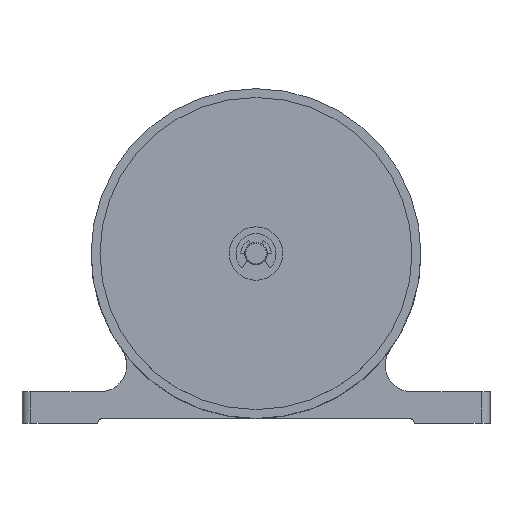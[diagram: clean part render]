
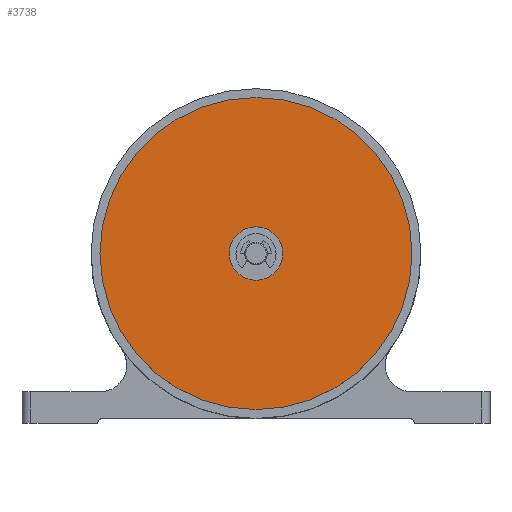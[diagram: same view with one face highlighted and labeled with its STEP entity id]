
A CAD part, top view. The second image highlights one B-rep face of the part: STEP entity #3738.
In plain terms, the highlighted planar face has unit normal (0, 0, 1).
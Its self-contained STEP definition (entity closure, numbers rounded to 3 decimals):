
#623 = DIRECTION ( 'NONE',  ( 0., 1., 0. ) ) ;
#643 = AXIS2_PLACEMENT_3D ( 'NONE', #6887, #13609, #9312 ) ;
#791 = ORIENTED_EDGE ( 'NONE', *, *, #11181, .T. ) ;
#1174 = AXIS2_PLACEMENT_3D ( 'NONE', #6291, #14093, #14029 ) ;
#1188 = CARTESIAN_POINT ( 'NONE',  ( 0., 6., 12.6 ) ) ;
#1195 = EDGE_CURVE ( 'NONE', #6662, #12786, #10664, .T. ) ;
#1581 = FACE_OUTER_BOUND ( 'NONE', #5007, .T. ) ;
#1853 = CIRCLE ( 'NONE', #8507, 35. ) ;
#2582 = CIRCLE ( 'NONE', #1174, 6. ) ;
#3173 = ORIENTED_EDGE ( 'NONE', *, *, #12487, .F. ) ;
#3738 = ADVANCED_FACE ( 'NONE', ( #1581, #9177 ), #4875, .T. ) ;
#4875 = PLANE ( 'NONE',  #643 ) ;
#4892 = VERTEX_POINT ( 'NONE', #11761 ) ;
#5007 = EDGE_LOOP ( 'NONE', ( #6193, #791 ) ) ;
#5231 = DIRECTION ( 'NONE',  ( 0., 0., 1. ) ) ;
#5704 = CARTESIAN_POINT ( 'NONE',  ( 0., -6., 12.6 ) ) ;
#5734 = CARTESIAN_POINT ( 'NONE',  ( 0., 0., 12.6 ) ) ;
#6004 = CIRCLE ( 'NONE', #9208, 35. ) ;
#6193 = ORIENTED_EDGE ( 'NONE', *, *, #12996, .T. ) ;
#6291 = CARTESIAN_POINT ( 'NONE',  ( 0., 0., 12.6 ) ) ;
#6480 = ORIENTED_EDGE ( 'NONE', *, *, #1195, .F. ) ;
#6662 = VERTEX_POINT ( 'NONE', #5704 ) ;
#6887 = CARTESIAN_POINT ( 'NONE',  ( 0., 0., 12.6 ) ) ;
#7209 = DIRECTION ( 'NONE',  ( 0., 0., 1. ) ) ;
#7461 = CARTESIAN_POINT ( 'NONE',  ( 0., 0., 12.6 ) ) ;
#8507 = AXIS2_PLACEMENT_3D ( 'NONE', #10366, #7209, #623 ) ;
#9177 = FACE_BOUND ( 'NONE', #12538, .T. ) ;
#9208 = AXIS2_PLACEMENT_3D ( 'NONE', #7461, #5231, #9609 ) ;
#9312 = DIRECTION ( 'NONE',  ( 0., 1., 0. ) ) ;
#9609 = DIRECTION ( 'NONE',  ( 0., 1., 0. ) ) ;
#9968 = DIRECTION ( 'NONE',  ( 0., 0., 1. ) ) ;
#10366 = CARTESIAN_POINT ( 'NONE',  ( 0., 0., 12.6 ) ) ;
#10664 = CIRCLE ( 'NONE', #12495, 6. ) ;
#11181 = EDGE_CURVE ( 'NONE', #4892, #13091, #1853, .T. ) ;
#11761 = CARTESIAN_POINT ( 'NONE',  ( 0., 35., 12.6 ) ) ;
#12200 = DIRECTION ( 'NONE',  ( 0., 1., 0. ) ) ;
#12487 = EDGE_CURVE ( 'NONE', #12786, #6662, #2582, .T. ) ;
#12495 = AXIS2_PLACEMENT_3D ( 'NONE', #5734, #9968, #12200 ) ;
#12538 = EDGE_LOOP ( 'NONE', ( #6480, #3173 ) ) ;
#12786 = VERTEX_POINT ( 'NONE', #1188 ) ;
#12996 = EDGE_CURVE ( 'NONE', #13091, #4892, #6004, .T. ) ;
#13091 = VERTEX_POINT ( 'NONE', #13314 ) ;
#13314 = CARTESIAN_POINT ( 'NONE',  ( 0., -35., 12.6 ) ) ;
#13609 = DIRECTION ( 'NONE',  ( 0., 0., 1. ) ) ;
#14029 = DIRECTION ( 'NONE',  ( 0., 1., 0. ) ) ;
#14093 = DIRECTION ( 'NONE',  ( 0., 0., 1. ) ) ;
